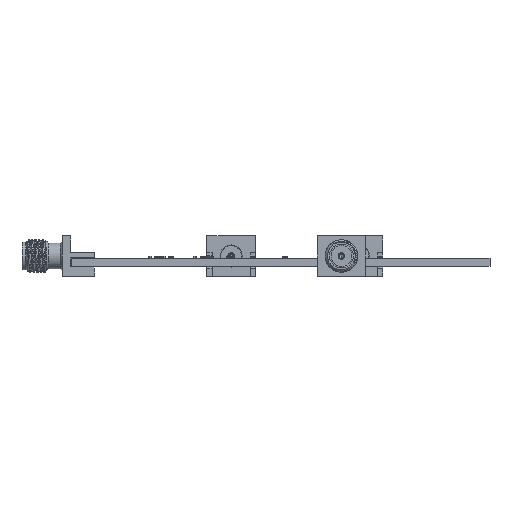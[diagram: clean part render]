
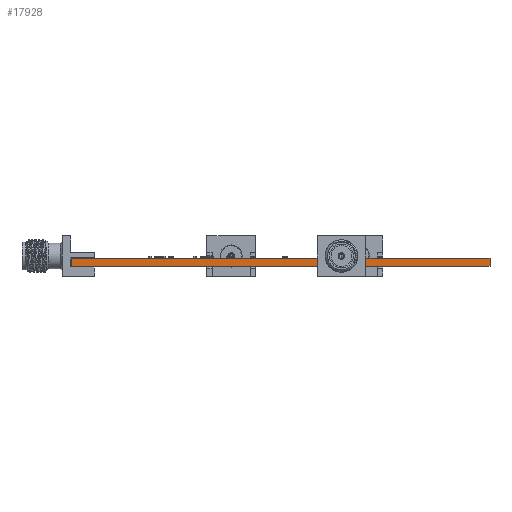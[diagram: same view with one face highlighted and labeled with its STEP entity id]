
A CAD part, front view. The second image highlights one B-rep face of the part: STEP entity #17928.
In plain terms, the highlighted planar face has unit normal (0, -1, 0).
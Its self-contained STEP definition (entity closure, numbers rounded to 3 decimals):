
#16854 = PLANE('',#16855);
#16855 = AXIS2_PLACEMENT_3D('',#16856,#16857,#16858);
#16856 = CARTESIAN_POINT('',(20.,-193.,0.));
#16857 = DIRECTION('',(-1.,0.,0.));
#16858 = DIRECTION('',(0.,1.,0.));
#16882 = PLANE('',#16883);
#16883 = AXIS2_PLACEMENT_3D('',#16884,#16885,#16886);
#16884 = CARTESIAN_POINT('',(61.,-169.,1.6));
#16885 = DIRECTION('',(-0.,-0.,-1.));
#16886 = DIRECTION('',(-1.,0.,0.));
#16910 = PLANE('',#16911);
#16911 = AXIS2_PLACEMENT_3D('',#16912,#16913,#16914);
#16912 = CARTESIAN_POINT('',(102.,-145.,0.));
#16913 = DIRECTION('',(1.,0.,-0.));
#16914 = DIRECTION('',(0.,-1.,0.));
#16936 = PLANE('',#16937);
#16937 = AXIS2_PLACEMENT_3D('',#16938,#16939,#16940);
#16938 = CARTESIAN_POINT('',(61.,-169.,0.));
#16939 = DIRECTION('',(-0.,-0.,-1.));
#16940 = DIRECTION('',(-1.,0.,0.));
#16951 = EDGE_CURVE('',#16952,#16954,#16956,.T.);
#16952 = VERTEX_POINT('',#16953);
#16953 = CARTESIAN_POINT('',(20.,-193.,0.));
#16954 = VERTEX_POINT('',#16955);
#16955 = CARTESIAN_POINT('',(20.,-193.,1.6));
#16956 = SURFACE_CURVE('',#16957,(#16961,#16968),.PCURVE_S1.);
#16957 = LINE('',#16958,#16959);
#16958 = CARTESIAN_POINT('',(20.,-193.,0.));
#16959 = VECTOR('',#16960,1.);
#16960 = DIRECTION('',(0.,0.,1.));
#16961 = PCURVE('',#16854,#16962);
#16962 = DEFINITIONAL_REPRESENTATION('',(#16963),#16967);
#16963 = LINE('',#16964,#16965);
#16964 = CARTESIAN_POINT('',(0.,0.));
#16965 = VECTOR('',#16966,1.);
#16966 = DIRECTION('',(0.,-1.));
#16967 = ( GEOMETRIC_REPRESENTATION_CONTEXT(2) 
PARAMETRIC_REPRESENTATION_CONTEXT() REPRESENTATION_CONTEXT('2D SPACE',''
  ) );
#16968 = PCURVE('',#16969,#16974);
#16969 = PLANE('',#16970);
#16970 = AXIS2_PLACEMENT_3D('',#16971,#16972,#16973);
#16971 = CARTESIAN_POINT('',(102.,-193.,0.));
#16972 = DIRECTION('',(0.,-1.,0.));
#16973 = DIRECTION('',(-1.,0.,0.));
#16974 = DEFINITIONAL_REPRESENTATION('',(#16975),#16979);
#16975 = LINE('',#16976,#16977);
#16976 = CARTESIAN_POINT('',(82.,0.));
#16977 = VECTOR('',#16978,1.);
#16978 = DIRECTION('',(0.,-1.));
#16979 = ( GEOMETRIC_REPRESENTATION_CONTEXT(2) 
PARAMETRIC_REPRESENTATION_CONTEXT() REPRESENTATION_CONTEXT('2D SPACE',''
  ) );
#17029 = VERTEX_POINT('',#17030);
#17030 = CARTESIAN_POINT('',(102.,-193.,1.6));
#17051 = EDGE_CURVE('',#17052,#17029,#17054,.T.);
#17052 = VERTEX_POINT('',#17053);
#17053 = CARTESIAN_POINT('',(102.,-193.,0.));
#17054 = SURFACE_CURVE('',#17055,(#17059,#17066),.PCURVE_S1.);
#17055 = LINE('',#17056,#17057);
#17056 = CARTESIAN_POINT('',(102.,-193.,0.));
#17057 = VECTOR('',#17058,1.);
#17058 = DIRECTION('',(0.,0.,1.));
#17059 = PCURVE('',#16910,#17060);
#17060 = DEFINITIONAL_REPRESENTATION('',(#17061),#17065);
#17061 = LINE('',#17062,#17063);
#17062 = CARTESIAN_POINT('',(48.,0.));
#17063 = VECTOR('',#17064,1.);
#17064 = DIRECTION('',(0.,-1.));
#17065 = ( GEOMETRIC_REPRESENTATION_CONTEXT(2) 
PARAMETRIC_REPRESENTATION_CONTEXT() REPRESENTATION_CONTEXT('2D SPACE',''
  ) );
#17066 = PCURVE('',#16969,#17067);
#17067 = DEFINITIONAL_REPRESENTATION('',(#17068),#17072);
#17068 = LINE('',#17069,#17070);
#17069 = CARTESIAN_POINT('',(0.,-0.));
#17070 = VECTOR('',#17071,1.);
#17071 = DIRECTION('',(0.,-1.));
#17072 = ( GEOMETRIC_REPRESENTATION_CONTEXT(2) 
PARAMETRIC_REPRESENTATION_CONTEXT() REPRESENTATION_CONTEXT('2D SPACE',''
  ) );
#17100 = EDGE_CURVE('',#17052,#16952,#17101,.T.);
#17101 = SURFACE_CURVE('',#17102,(#17106,#17113),.PCURVE_S1.);
#17102 = LINE('',#17103,#17104);
#17103 = CARTESIAN_POINT('',(102.,-193.,0.));
#17104 = VECTOR('',#17105,1.);
#17105 = DIRECTION('',(-1.,0.,0.));
#17106 = PCURVE('',#16936,#17107);
#17107 = DEFINITIONAL_REPRESENTATION('',(#17108),#17112);
#17108 = LINE('',#17109,#17110);
#17109 = CARTESIAN_POINT('',(-41.,-24.));
#17110 = VECTOR('',#17111,1.);
#17111 = DIRECTION('',(1.,0.));
#17112 = ( GEOMETRIC_REPRESENTATION_CONTEXT(2) 
PARAMETRIC_REPRESENTATION_CONTEXT() REPRESENTATION_CONTEXT('2D SPACE',''
  ) );
#17113 = PCURVE('',#16969,#17114);
#17114 = DEFINITIONAL_REPRESENTATION('',(#17115),#17119);
#17115 = LINE('',#17116,#17117);
#17116 = CARTESIAN_POINT('',(0.,-0.));
#17117 = VECTOR('',#17118,1.);
#17118 = DIRECTION('',(1.,0.));
#17119 = ( GEOMETRIC_REPRESENTATION_CONTEXT(2) 
PARAMETRIC_REPRESENTATION_CONTEXT() REPRESENTATION_CONTEXT('2D SPACE',''
  ) );
#17547 = EDGE_CURVE('',#17029,#16954,#17548,.T.);
#17548 = SURFACE_CURVE('',#17549,(#17553,#17560),.PCURVE_S1.);
#17549 = LINE('',#17550,#17551);
#17550 = CARTESIAN_POINT('',(102.,-193.,1.6));
#17551 = VECTOR('',#17552,1.);
#17552 = DIRECTION('',(-1.,0.,0.));
#17553 = PCURVE('',#16882,#17554);
#17554 = DEFINITIONAL_REPRESENTATION('',(#17555),#17559);
#17555 = LINE('',#17556,#17557);
#17556 = CARTESIAN_POINT('',(-41.,-24.));
#17557 = VECTOR('',#17558,1.);
#17558 = DIRECTION('',(1.,0.));
#17559 = ( GEOMETRIC_REPRESENTATION_CONTEXT(2) 
PARAMETRIC_REPRESENTATION_CONTEXT() REPRESENTATION_CONTEXT('2D SPACE',''
  ) );
#17560 = PCURVE('',#16969,#17561);
#17561 = DEFINITIONAL_REPRESENTATION('',(#17562),#17566);
#17562 = LINE('',#17563,#17564);
#17563 = CARTESIAN_POINT('',(0.,-1.6));
#17564 = VECTOR('',#17565,1.);
#17565 = DIRECTION('',(1.,0.));
#17566 = ( GEOMETRIC_REPRESENTATION_CONTEXT(2) 
PARAMETRIC_REPRESENTATION_CONTEXT() REPRESENTATION_CONTEXT('2D SPACE',''
  ) );
#17928 = ADVANCED_FACE('',(#17929),#16969,.T.);
#17929 = FACE_BOUND('',#17930,.T.);
#17930 = EDGE_LOOP('',(#17931,#17932,#17933,#17934));
#17931 = ORIENTED_EDGE('',*,*,#17051,.T.);
#17932 = ORIENTED_EDGE('',*,*,#17547,.T.);
#17933 = ORIENTED_EDGE('',*,*,#16951,.F.);
#17934 = ORIENTED_EDGE('',*,*,#17100,.F.);
